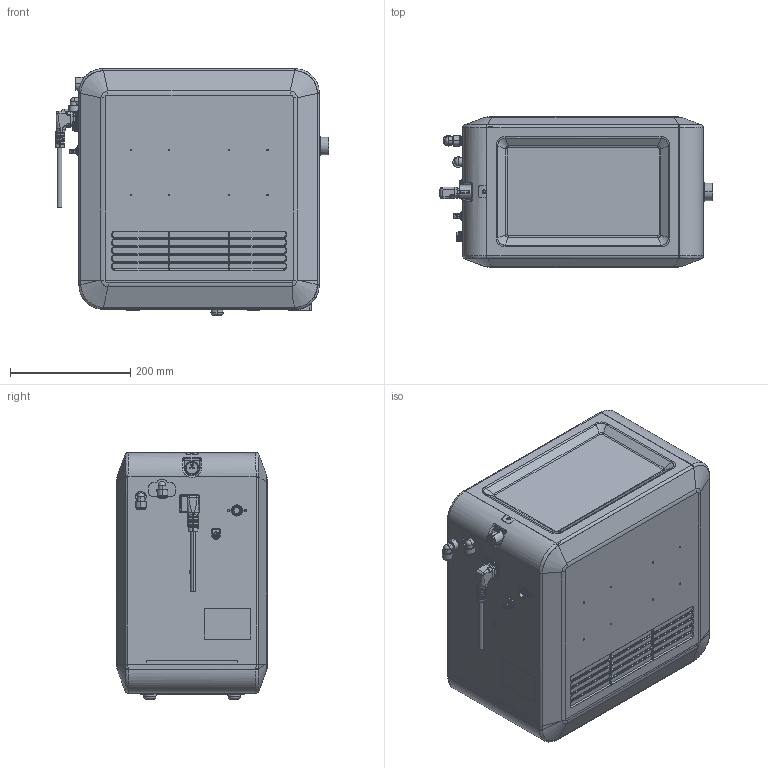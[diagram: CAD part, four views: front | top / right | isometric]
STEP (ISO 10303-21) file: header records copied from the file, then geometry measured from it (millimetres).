
FILE_DESCRIPTION(/* description */ ('AP214 STEP file'),/* implementation_level */ '2;1');
FILE_NAME(/* name */ '40554002_out.stp',/* time_stamp */ '2024-05-28T12:17:01+02:00',/* author */ (''),/* organization */ (''),/* preprocessor_version */ 'ST-DEVELOPER v18.1',/* originating_system */ 'Elysium Co. Ltd. STEP Translator v8.3.0.0',/* authorisation */ '');
FILE_SCHEMA (('AUTOMOTIVE_DESIGN { 1 0 10303 214 3 1 1 }'));
Products named in the file (16): Group47; Group48; Group49; Group50; Group51; Group52; Group53; Group54; Group55; Group56; Group57; Group58; Group59; Group60; Group61; 40554002
Assembly tree (15 placements, depth 2):
  40554002
    Group47
    Group48
    Group49
    Group50
    Group51
    Group52
    Group53
    Group54
    Group55
    Group56
    Group57
    Group58
    Group59
    Group60
    Group61
Bounding box: 455.6 x 250.1 x 410 mm (x, y, z)
Volume: 2731088.6 mm3; surface area: 1719320.6 mm2
Topology: 19 solids, 20 shells, 4782 faces, 12900 edges, 8410 vertices
Faces by surface type: plane 3045, cylinder 731, bspline 339, torus 226, cone 223, extrusion 117, sphere 59, revolution 42
Entity records: 140857 total; most frequent: CARTESIAN_POINT 33603, ORIENTED_EDGE 25712, EDGE_CURVE 12856, STYLED_ITEM 9383, VECTOR 9052, LINE 8935, VERTEX_POINT 8410, AXIS2_PLACEMENT_3D 6345
